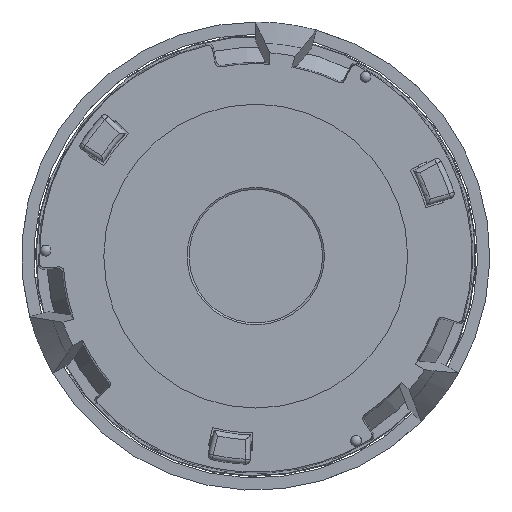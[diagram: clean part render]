
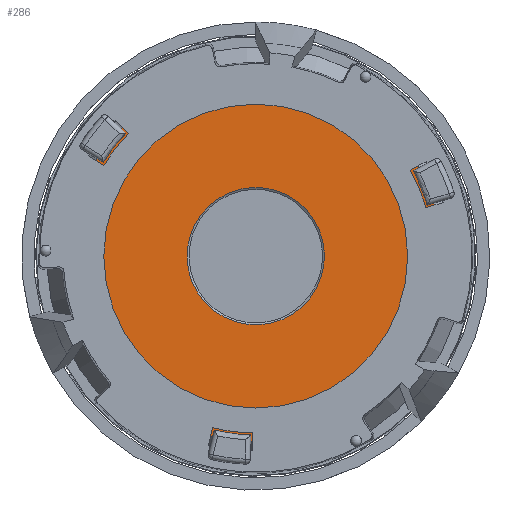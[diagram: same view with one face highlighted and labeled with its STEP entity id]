
A CAD part, front view. The second image highlights one B-rep face of the part: STEP entity #286.
In plain terms, the highlighted planar face has unit normal (0, -1, 0).
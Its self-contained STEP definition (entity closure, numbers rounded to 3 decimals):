
#286=ADVANCED_FACE('',(#647,#648),#649,.F.);
#647=FACE_BOUND('',#1394,.T.);
#648=FACE_OUTER_BOUND('',#1395,.T.);
#649=PLANE('',#1396);
#1394=EDGE_LOOP('',(#2604));
#1395=EDGE_LOOP('',(#2605));
#1396=AXIS2_PLACEMENT_3D('',#2606,#2607,#2608);
#2604=ORIENTED_EDGE('',*,*,#5674,.F.);
#2605=ORIENTED_EDGE('',*,*,#5675,.T.);
#2606=CARTESIAN_POINT('',(-13.341,6.772,0.0));
#2607=DIRECTION('',(0.0,1.0,0.0));
#2608=DIRECTION('',(0.0,0.0,1.0));
#5674=EDGE_CURVE('',#6640,#6640,#6641,.T.);
#5675=EDGE_CURVE('',#6642,#6642,#6643,.T.);
#6640=VERTEX_POINT('',#8237);
#6641=CIRCLE('',#8238,7.186);
#6642=VERTEX_POINT('',#8239);
#6643=CIRCLE('',#8240,19.496);
#8237=CARTESIAN_POINT('',(0.0,6.772,-7.186));
#8238=AXIS2_PLACEMENT_3D('',#11388,#11389,#11390);
#8239=CARTESIAN_POINT('',(0.0,6.772,-19.496));
#8240=AXIS2_PLACEMENT_3D('',#11391,#11392,#11393);
#11388=CARTESIAN_POINT('',(0.0,6.772,0.0));
#11389=DIRECTION('',(0.0,-1.0,0.0));
#11390=DIRECTION('',(0.0,0.0,-1.0));
#11391=CARTESIAN_POINT('',(0.0,6.772,0.0));
#11392=DIRECTION('',(0.0,-1.0,0.0));
#11393=DIRECTION('',(0.0,0.0,-1.0));
